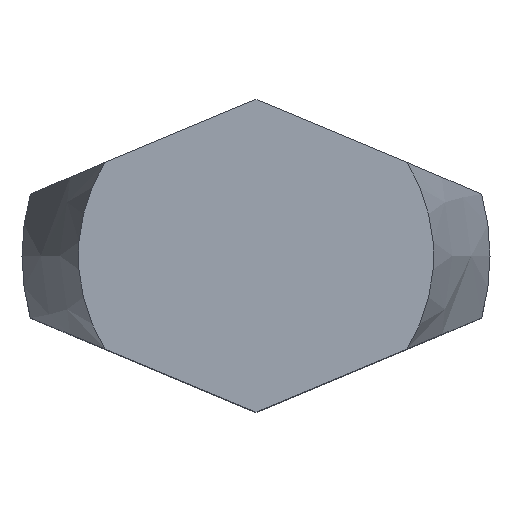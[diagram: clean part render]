
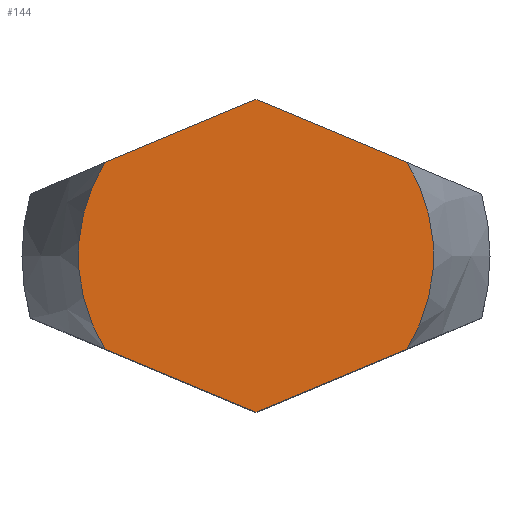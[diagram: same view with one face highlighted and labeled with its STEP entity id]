
A CAD part, top view. The second image highlights one B-rep face of the part: STEP entity #144.
In plain terms, the highlighted planar face has unit normal (0, 0, 1).
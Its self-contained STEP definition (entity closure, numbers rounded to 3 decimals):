
#96=EDGE_CURVE('',#138,#186,#256,.T.);
#102=VERTEX_POINT('',#263);
#110=VERTEX_POINT('',#273);
#138=VERTEX_POINT('',#303);
#144=ADVANCED_FACE('',(#311),#312,.T.);
#154=EDGE_CURVE('',#110,#138,#325,.T.);
#184=EDGE_CURVE('',#214,#110,#358,.T.);
#186=VERTEX_POINT('',#360);
#188=VERTEX_POINT('',#362);
#190=EDGE_CURVE('',#188,#102,#364,.T.);
#214=VERTEX_POINT('',#390);
#222=EDGE_CURVE('',#102,#214,#398,.T.);
#226=EDGE_CURVE('',#186,#188,#402,.T.);
#256=LINE('',#423,#424);
#263=CARTESIAN_POINT('',(-6.461,-3.98,15.0));
#273=CARTESIAN_POINT('',(6.461,-3.98,15.0));
#303=CARTESIAN_POINT('',(6.461,3.98,15.0));
#311=FACE_OUTER_BOUND('',#519,.T.);
#312=PLANE('',#520);
#325=CIRCLE('',#534,7.588);
#358=LINE('',#583,#584);
#360=CARTESIAN_POINT('',(0.0,6.682,15.0));
#362=CARTESIAN_POINT('',(-6.461,3.98,15.0));
#364=CIRCLE('',#591,7.588);
#390=CARTESIAN_POINT('',(0.0,-6.682,15.0));
#398=LINE('',#641,#642);
#402=LINE('',#649,#650);
#423=CARTESIAN_POINT('',(6.864,3.811,15.0));
#424=VECTOR('',#669,1.0);
#519=EDGE_LOOP('',(#736,#737,#738,#739,#740,#741));
#520=AXIS2_PLACEMENT_3D('',#742,#743,#744);
#534=AXIS2_PLACEMENT_3D('',#770,#771,#772);
#583=CARTESIAN_POINT('',(0.514,-6.467,15.0));
#584=VECTOR('',#809,1.0);
#591=AXIS2_PLACEMENT_3D('',#810,#811,#812);
#641=CARTESIAN_POINT('',(-5.514,-4.376,15.0));
#642=VECTOR('',#844,1.0);
#649=CARTESIAN_POINT('',(-1.864,5.902,15.0));
#650=VECTOR('',#846,1.0);
#669=DIRECTION('',(-0.923,0.386,0.0));
#736=ORIENTED_EDGE('',*,*,#222,.T.);
#737=ORIENTED_EDGE('',*,*,#184,.T.);
#738=ORIENTED_EDGE('',*,*,#154,.T.);
#739=ORIENTED_EDGE('',*,*,#96,.T.);
#740=ORIENTED_EDGE('',*,*,#226,.T.);
#741=ORIENTED_EDGE('',*,*,#190,.T.);
#742=CARTESIAN_POINT('',(0.,-3.794,15.0));
#743=DIRECTION('',(0.0,0.0,1.0));
#744=DIRECTION('',(0.,-1.0,0.0));
#770=CARTESIAN_POINT('',(0.,0.,15.0));
#771=DIRECTION('',(0.0,0.0,1.0));
#772=DIRECTION('',(0.,-1.0,0.0));
#809=DIRECTION('',(0.923,0.386,0.0));
#810=CARTESIAN_POINT('',(0.,0.,15.0));
#811=DIRECTION('',(0.0,0.0,1.0));
#812=DIRECTION('',(0.,-1.0,0.0));
#844=DIRECTION('',(0.923,-0.386,0.0));
#846=DIRECTION('',(-0.923,-0.386,0.0));
